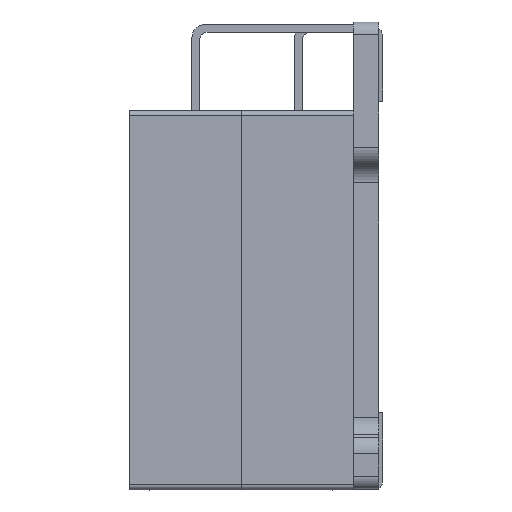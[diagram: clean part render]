
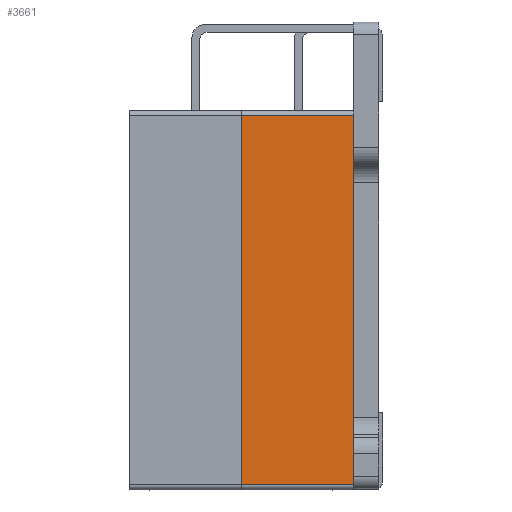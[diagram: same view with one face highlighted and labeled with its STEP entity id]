
A CAD part, left-side view. The second image highlights one B-rep face of the part: STEP entity #3661.
In plain terms, the highlighted planar face has unit normal (-1, 0, 0).
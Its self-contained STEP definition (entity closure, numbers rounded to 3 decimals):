
#69=DIRECTION('',(0.,0.,1.));
#70=VECTOR('',#69,14.46);
#71=CARTESIAN_POINT('',(-8.225,0.,-7.23));
#72=LINE('',#71,#70);
#399=DIRECTION('',(0.,0.,1.));
#400=VECTOR('',#399,14.46);
#401=CARTESIAN_POINT('',(-8.225,4.39,-7.23));
#402=LINE('',#401,#400);
#1619=DIRECTION('',(0.,-1.,0.));
#1620=VECTOR('',#1619,4.39);
#1621=CARTESIAN_POINT('',(-8.225,4.39,7.23));
#1622=LINE('',#1621,#1620);
#1626=DIRECTION('',(0.,-1.,0.));
#1627=VECTOR('',#1626,4.39);
#1628=CARTESIAN_POINT('',(-8.225,4.39,-7.23));
#1629=LINE('',#1628,#1627);
#1646=CARTESIAN_POINT('',(-8.225,0.,7.23));
#1648=VERTEX_POINT('',#1646);
#1649=CARTESIAN_POINT('',(-8.225,4.39,7.23));
#1650=VERTEX_POINT('',#1649);
#1669=CARTESIAN_POINT('',(-8.225,0.,-7.23));
#1671=VERTEX_POINT('',#1669);
#1675=CARTESIAN_POINT('',(-8.225,4.39,-7.23));
#1676=VERTEX_POINT('',#1675);
#3649=CARTESIAN_POINT('',(-8.225,0.,-7.43));
#3650=DIRECTION('',(-1.,0.,0.));
#3651=DIRECTION('',(0.,0.,1.));
#3652=AXIS2_PLACEMENT_3D('',#3649,#3650,#3651);
#3653=PLANE('',#3652);
#3654=ORIENTED_EDGE('',*,*,#3642,.T.);
#3655=ORIENTED_EDGE('',*,*,#1846,.F.);
#3657=ORIENTED_EDGE('',*,*,#3656,.F.);
#3658=ORIENTED_EDGE('',*,*,#2335,.T.);
#3659=EDGE_LOOP('',(#3654,#3655,#3657,#3658));
#3660=FACE_OUTER_BOUND('',#3659,.F.);
#3661=ADVANCED_FACE('',(#3660),#3653,.T.);
#1846=EDGE_CURVE('',#1671,#1648,#72,.T.);
#2335=EDGE_CURVE('',#1676,#1650,#402,.T.);
#3642=EDGE_CURVE('',#1650,#1648,#1622,.T.);
#3656=EDGE_CURVE('',#1676,#1671,#1629,.T.);
